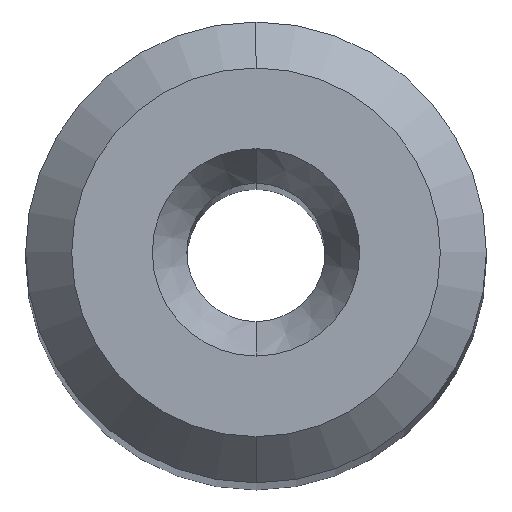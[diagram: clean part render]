
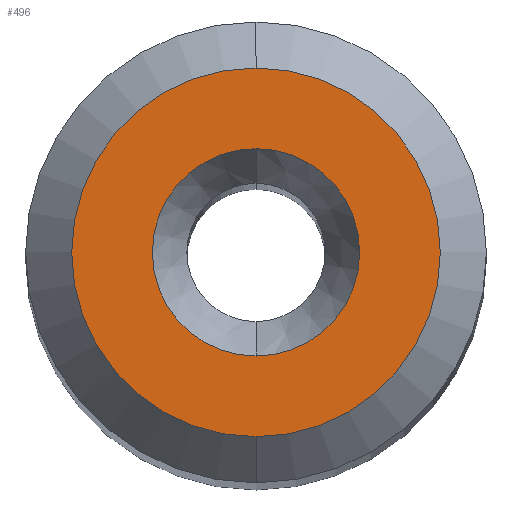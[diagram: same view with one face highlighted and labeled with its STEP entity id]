
A CAD part, top view. The second image highlights one B-rep face of the part: STEP entity #496.
In plain terms, the highlighted planar face has unit normal (0, 0, 1).
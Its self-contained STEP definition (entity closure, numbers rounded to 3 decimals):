
#133=CARTESIAN_POINT('',(0.,0.,0.));
#134=DIRECTION('',(0.,0.,-1.));
#135=DIRECTION('',(0.,1.,0.));
#136=AXIS2_PLACEMENT_3D('',#133,#134,#135);
#141=CARTESIAN_POINT('',(0.,0.,0.));
#142=DIRECTION('',(0.,0.,-1.));
#143=DIRECTION('',(0.,-1.,0.));
#144=AXIS2_PLACEMENT_3D('',#141,#142,#143);
#149=CARTESIAN_POINT('',(0.,0.,0.));
#150=DIRECTION('',(0.,0.,1.));
#151=DIRECTION('',(0.,-1.,0.));
#152=AXIS2_PLACEMENT_3D('',#149,#150,#151);
#157=CARTESIAN_POINT('',(0.,0.,0.));
#158=DIRECTION('',(0.,0.,1.));
#159=DIRECTION('',(0.,1.,0.));
#160=AXIS2_PLACEMENT_3D('',#157,#158,#159);
#347=CARTESIAN_POINT('',(0.,4.,0.));
#348=VERTEX_POINT('',#347);
#349=CARTESIAN_POINT('',(0.,-4.,0.));
#350=VERTEX_POINT('',#349);
#351=CARTESIAN_POINT('',(0.,-2.25,0.));
#352=CARTESIAN_POINT('',(0.,2.25,0.));
#353=VERTEX_POINT('',#351);
#354=VERTEX_POINT('',#352);
#481=CARTESIAN_POINT('',(0.,0.,0.));
#482=DIRECTION('',(0.,0.,1.));
#483=DIRECTION('',(0.,-1.,0.));
#484=AXIS2_PLACEMENT_3D('',#481,#482,#483);
#485=PLANE('',#484);
#486=ORIENTED_EDGE('',*,*,#463,.T.);
#487=ORIENTED_EDGE('',*,*,#448,.T.);
#488=EDGE_LOOP('',(#486,#487));
#489=FACE_OUTER_BOUND('',#488,.F.);
#491=ORIENTED_EDGE('',*,*,#490,.T.);
#493=ORIENTED_EDGE('',*,*,#492,.T.);
#494=EDGE_LOOP('',(#491,#493));
#495=FACE_BOUND('',#494,.F.);
#137=CIRCLE('',#136,4.);
#145=CIRCLE('',#144,4.);
#153=CIRCLE('',#152,2.25);
#161=CIRCLE('',#160,2.25);
#448=EDGE_CURVE('',#350,#348,#145,.T.);
#463=EDGE_CURVE('',#348,#350,#137,.T.);
#490=EDGE_CURVE('',#353,#354,#153,.T.);
#492=EDGE_CURVE('',#354,#353,#161,.T.);
#496=ADVANCED_FACE('',(#489,#495),#485,.T.);
